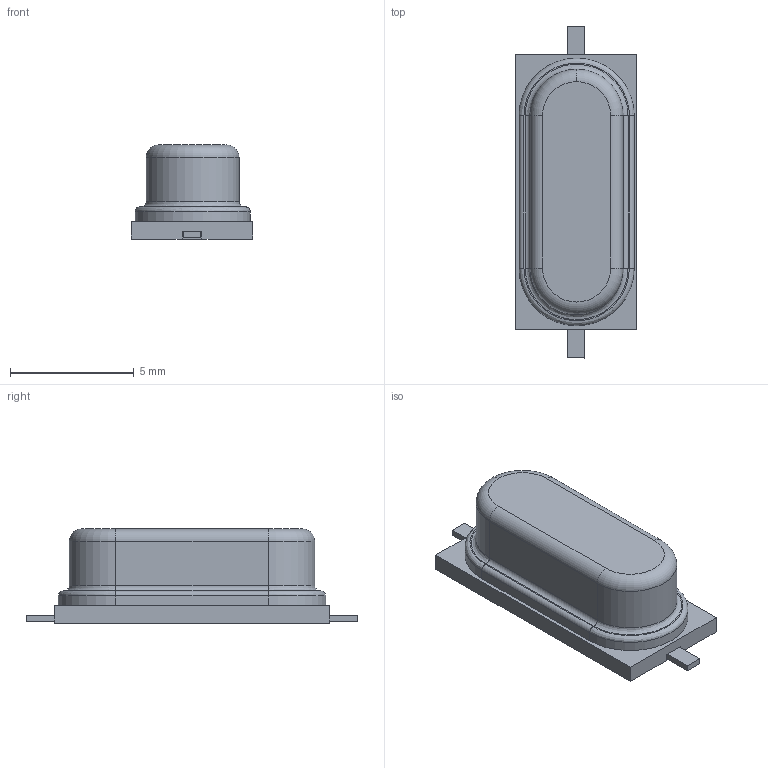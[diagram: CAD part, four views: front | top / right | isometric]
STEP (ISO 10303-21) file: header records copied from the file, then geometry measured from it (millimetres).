
FILE_DESCRIPTION (( 'STEP AP214' ), '1' );
FILE_NAME ('HC49_US.STEP', '2012-11-26T13:48:45', ( 'Master' ), ( '' ), 'SwSTEP 2.0', 'SolidWorks 2010', '' );
FILE_SCHEMA (( 'AUTOMOTIVE_DESIGN' ));
Length unit declared in the file: millimetre
Products named in the file (1): HC49_US
Bounding box: 4.9 x 13.4 x 3.8 mm (x, y, z)
Volume: 149.3 mm3; surface area: 210 mm2
Topology: 1 solids, 1 shells, 51 faces, 125 edges, 78 vertices
Faces by surface type: plane 32, cylinder 12, bspline 4, torus 3
Entity records: 1782 total; most frequent: CARTESIAN_POINT 395, ORIENTED_EDGE 250, DIRECTION 246, EDGE_CURVE 125, LINE 92, VECTOR 92, VERTEX_POINT 78, AXIS2_PLACEMENT_3D 77
